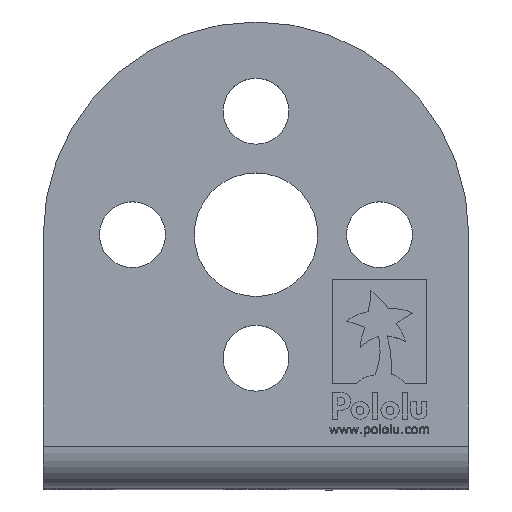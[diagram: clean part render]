
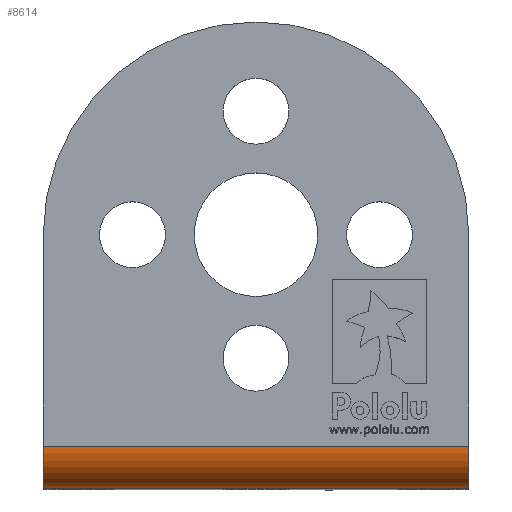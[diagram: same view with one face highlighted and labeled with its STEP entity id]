
A CAD part, top view. The second image highlights one B-rep face of the part: STEP entity #8614.
In plain terms, the highlighted cylindrical face has radius 1.55 mm (diameter 3.1 mm), a partial arc.
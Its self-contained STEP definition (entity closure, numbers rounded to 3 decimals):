
#220 = VERTEX_POINT ( 'NONE', #2226 ) ;
#249 = CARTESIAN_POINT ( 'NONE',  ( -8.5, -6.95, 5.95 ) ) ;
#251 = DIRECTION ( 'NONE',  ( -1., 0., 0. ) ) ;
#474 = ORIENTED_EDGE ( 'NONE', *, *, #10314, .F. ) ;
#610 = DIRECTION ( 'NONE',  ( -1., 0., 0. ) ) ;
#2226 = CARTESIAN_POINT ( 'NONE',  ( 7., -8.5, 5.95 ) ) ;
#2430 = CIRCLE ( 'NONE', #5556, 1.55 ) ;
#3551 = VECTOR ( 'NONE', #7337, 1000. ) ;
#3959 = DIRECTION ( 'NONE',  ( 0., 1., 0. ) ) ;
#4430 = LINE ( 'NONE', #11771, #9341 ) ;
#4499 = AXIS2_PLACEMENT_3D ( 'NONE', #4572, #610, #3959 ) ;
#4572 = CARTESIAN_POINT ( 'NONE',  ( 7., -6.95, 5.95 ) ) ;
#4670 = ORIENTED_EDGE ( 'NONE', *, *, #5222, .T. ) ;
#5219 = CARTESIAN_POINT ( 'NONE',  ( 7., -6.95, 7.5 ) ) ;
#5222 = EDGE_CURVE ( 'NONE', #7314, #7281, #2430, .T. ) ;
#5556 = AXIS2_PLACEMENT_3D ( 'NONE', #249, #9282, #10525 ) ;
#5655 = LINE ( 'NONE', #5219, #3551 ) ;
#6247 = FACE_OUTER_BOUND ( 'NONE', #7775, .T. ) ;
#6276 = CARTESIAN_POINT ( 'NONE',  ( -8.5, -8.5, 5.95 ) ) ;
#6507 = CARTESIAN_POINT ( 'NONE',  ( -8.5, -6.95, 7.5 ) ) ;
#7223 = ORIENTED_EDGE ( 'NONE', *, *, #8734, .F. ) ;
#7281 = VERTEX_POINT ( 'NONE', #6276 ) ;
#7314 = VERTEX_POINT ( 'NONE', #6507 ) ;
#7337 = DIRECTION ( 'NONE',  ( -1., 0., 0. ) ) ;
#7448 = CARTESIAN_POINT ( 'NONE',  ( 7., -6.95, 5.95 ) ) ;
#7775 = EDGE_LOOP ( 'NONE', ( #4670, #7223, #474, #9495 ) ) ;
#8467 = DIRECTION ( 'NONE',  ( 1., 0., 0. ) ) ;
#8614 = ADVANCED_FACE ( 'NONE', ( #6247 ), #10060, .T. ) ;
#8734 = EDGE_CURVE ( 'NONE', #220, #7281, #4430, .T. ) ;
#8832 = VERTEX_POINT ( 'NONE', #11770 ) ;
#9282 = DIRECTION ( 'NONE',  ( 1., 0., 0. ) ) ;
#9341 = VECTOR ( 'NONE', #251, 1000. ) ;
#9495 = ORIENTED_EDGE ( 'NONE', *, *, #12390, .T. ) ;
#9555 = DIRECTION ( 'NONE',  ( 0., 0., -1. ) ) ;
#10060 = CYLINDRICAL_SURFACE ( 'NONE', #4499, 1.55 ) ;
#10314 = EDGE_CURVE ( 'NONE', #8832, #220, #12659, .T. ) ;
#10335 = AXIS2_PLACEMENT_3D ( 'NONE', #7448, #8467, #9555 ) ;
#10525 = DIRECTION ( 'NONE',  ( 0., 0., -1. ) ) ;
#11770 = CARTESIAN_POINT ( 'NONE',  ( 7., -6.95, 7.5 ) ) ;
#11771 = CARTESIAN_POINT ( 'NONE',  ( 7., -8.5, 5.95 ) ) ;
#12390 = EDGE_CURVE ( 'NONE', #8832, #7314, #5655, .T. ) ;
#12659 = CIRCLE ( 'NONE', #10335, 1.55 ) ;
